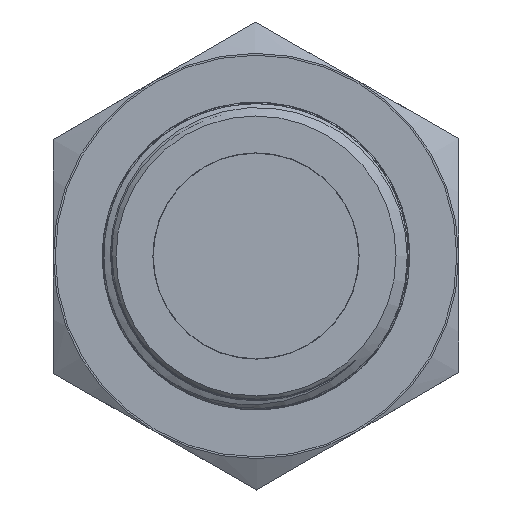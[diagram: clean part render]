
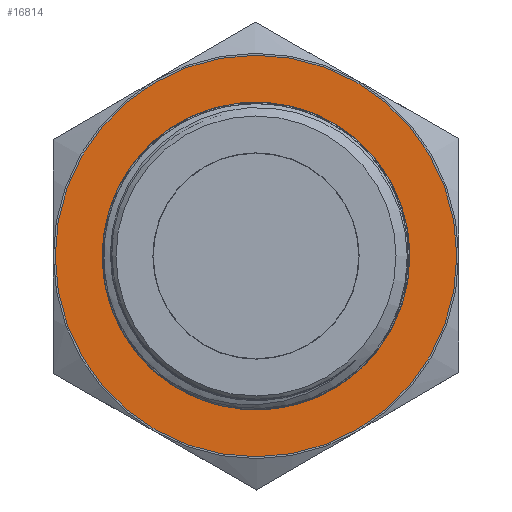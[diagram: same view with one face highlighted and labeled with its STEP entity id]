
A CAD part, left-side view. The second image highlights one B-rep face of the part: STEP entity #16814.
In plain terms, the highlighted planar face has unit normal (-1, 0, 0).
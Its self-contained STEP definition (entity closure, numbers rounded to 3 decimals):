
#231=FACE_BOUND('',#2642,.T.);
#951=PLANE('',#17895);
#1647=FACE_OUTER_BOUND('',#2641,.T.);
#2641=EDGE_LOOP('',(#14501));
#2642=EDGE_LOOP('',(#14502));
#3246=CIRCLE('',#17894,27.25);
#3247=CIRCLE('',#17896,19.);
#7866=VERTEX_POINT('',#44208);
#7867=VERTEX_POINT('',#44212);
#10183=EDGE_CURVE('',#7866,#7866,#3246,.T.);
#10184=EDGE_CURVE('',#7867,#7867,#3247,.T.);
#14501=ORIENTED_EDGE('',*,*,#10183,.F.);
#14502=ORIENTED_EDGE('',*,*,#10184,.T.);
#16814=ADVANCED_FACE('',(#1647,#231),#951,.T.);
#17894=AXIS2_PLACEMENT_3D('',#44210,#20049,#20050);
#17895=AXIS2_PLACEMENT_3D('',#44211,#20051,#20052);
#17896=AXIS2_PLACEMENT_3D('',#44213,#20053,#20054);
#20049=DIRECTION('center_axis',(1.,0.,0.));
#20050=DIRECTION('ref_axis',(0.,0.,-1.));
#20051=DIRECTION('center_axis',(-1.,0.,0.));
#20052=DIRECTION('ref_axis',(0.,0.,1.));
#20053=DIRECTION('center_axis',(1.,0.,0.));
#20054=DIRECTION('ref_axis',(0.,0.,-1.));
#44208=CARTESIAN_POINT('',(-45.1,-27.25,0.));
#44210=CARTESIAN_POINT('Origin',(-45.1,0.,0.));
#44211=CARTESIAN_POINT('Origin',(-45.1,27.25,0.));
#44212=CARTESIAN_POINT('',(-45.1,-19.,0.));
#44213=CARTESIAN_POINT('Origin',(-45.1,0.,0.));
